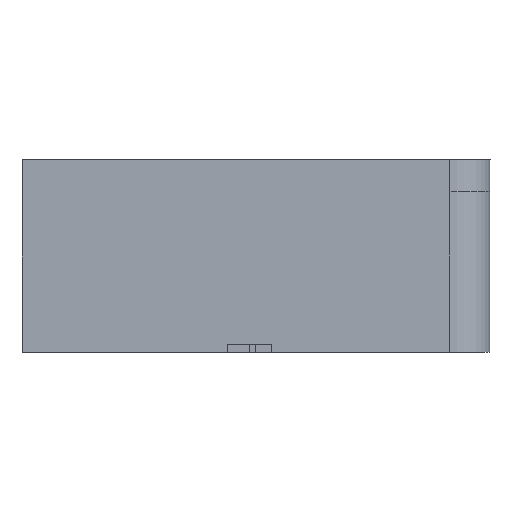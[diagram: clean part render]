
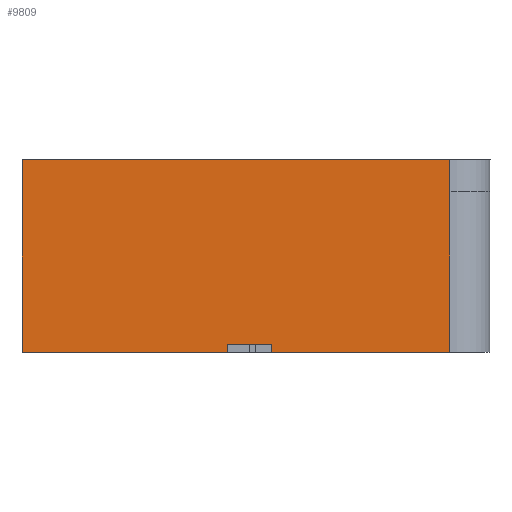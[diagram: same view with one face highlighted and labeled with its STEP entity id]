
A CAD part, left-side view. The second image highlights one B-rep face of the part: STEP entity #9809.
In plain terms, the highlighted planar face has unit normal (-1, 0, 0).
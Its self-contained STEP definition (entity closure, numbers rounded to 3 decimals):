
#195 = LINE ( 'NONE', #4120, #1301 ) ;
#240 = CARTESIAN_POINT ( 'NONE',  ( 97.7, -35., -38.096 ) ) ;
#299 = VECTOR ( 'NONE', #2841, 1000. ) ;
#422 = CARTESIAN_POINT ( 'NONE',  ( 97.7, -33., -18.096 ) ) ;
#475 = CARTESIAN_POINT ( 'NONE',  ( 97.7, 20.4, -14.096 ) ) ;
#640 = EDGE_CURVE ( 'NONE', #2796, #9302, #7304, .T. ) ;
#772 = ORIENTED_EDGE ( 'NONE', *, *, #7820, .F. ) ;
#1301 = VECTOR ( 'NONE', #8049, 1000. ) ;
#1307 = DIRECTION ( 'NONE',  ( 0., 1., 0. ) ) ;
#1567 = DIRECTION ( 'NONE',  ( -1., 0., 0. ) ) ;
#1618 = CARTESIAN_POINT ( 'NONE',  ( 97.7, -5.3, -38.096 ) ) ;
#1983 = CARTESIAN_POINT ( 'NONE',  ( 97.7, -10.7, -37.096 ) ) ;
#1994 = CARTESIAN_POINT ( 'NONE',  ( 97.7, -5.3, -37.096 ) ) ;
#2127 = ORIENTED_EDGE ( 'NONE', *, *, #10259, .T. ) ;
#2239 = DIRECTION ( 'NONE',  ( 0., 1., 0. ) ) ;
#2314 = EDGE_CURVE ( 'NONE', #6999, #5319, #7290, .T. ) ;
#2362 = VECTOR ( 'NONE', #8059, 1000. ) ;
#2404 = DIRECTION ( 'NONE',  ( 0., -1., 0. ) ) ;
#2631 = ORIENTED_EDGE ( 'NONE', *, *, #4509, .T. ) ;
#2796 = VERTEX_POINT ( 'NONE', #3943 ) ;
#2841 = DIRECTION ( 'NONE',  ( 0., 1., 0. ) ) ;
#2964 = EDGE_CURVE ( 'NONE', #5940, #8591, #6201, .T. ) ;
#3054 = ORIENTED_EDGE ( 'NONE', *, *, #2314, .T. ) ;
#3224 = CARTESIAN_POINT ( 'NONE',  ( 97.7, -33., 65.705 ) ) ;
#3231 = CARTESIAN_POINT ( 'NONE',  ( 97.7, 20.4, 65.705 ) ) ;
#3495 = CARTESIAN_POINT ( 'NONE',  ( 97.7, -35., 65.705 ) ) ;
#3568 = ORIENTED_EDGE ( 'NONE', *, *, #8911, .T. ) ;
#3702 = EDGE_CURVE ( 'NONE', #6999, #7962, #8159, .T. ) ;
#3943 = CARTESIAN_POINT ( 'NONE',  ( 97.7, 20.4, -14.096 ) ) ;
#4011 = VERTEX_POINT ( 'NONE', #11778 ) ;
#4120 = CARTESIAN_POINT ( 'NONE',  ( 97.7, 20.4, -14.096 ) ) ;
#4423 = VECTOR ( 'NONE', #10134, 1000. ) ;
#4500 = LINE ( 'NONE', #11528, #9543 ) ;
#4509 = EDGE_CURVE ( 'NONE', #2796, #4011, #195, .T. ) ;
#4591 = CARTESIAN_POINT ( 'NONE',  ( 97.7, -5.3, -37.096 ) ) ;
#4818 = AXIS2_PLACEMENT_3D ( 'NONE', #3495, #1567, #7631 ) ;
#4830 = VERTEX_POINT ( 'NONE', #1983 ) ;
#5119 = ORIENTED_EDGE ( 'NONE', *, *, #3702, .F. ) ;
#5122 = CARTESIAN_POINT ( 'NONE',  ( 97.7, 20.4, -38.096 ) ) ;
#5312 = LINE ( 'NONE', #6150, #8097 ) ;
#5319 = VERTEX_POINT ( 'NONE', #422 ) ;
#5534 = DIRECTION ( 'NONE',  ( 0., 0., -1. ) ) ;
#5682 = LINE ( 'NONE', #1994, #299 ) ;
#5940 = VERTEX_POINT ( 'NONE', #1618 ) ;
#6150 = CARTESIAN_POINT ( 'NONE',  ( 97.7, -10.7, -37.096 ) ) ;
#6201 = LINE ( 'NONE', #10132, #11748 ) ;
#6364 = ORIENTED_EDGE ( 'NONE', *, *, #9154, .F. ) ;
#6519 = VECTOR ( 'NONE', #2404, 1000. ) ;
#6631 = ORIENTED_EDGE ( 'NONE', *, *, #2964, .F. ) ;
#6999 = VERTEX_POINT ( 'NONE', #8355 ) ;
#7290 = LINE ( 'NONE', #3224, #9082 ) ;
#7304 = LINE ( 'NONE', #475, #6519 ) ;
#7497 = PLANE ( 'NONE',  #4818 ) ;
#7631 = DIRECTION ( 'NONE',  ( 0., 0., 1. ) ) ;
#7820 = EDGE_CURVE ( 'NONE', #11536, #5940, #4500, .T. ) ;
#7962 = VERTEX_POINT ( 'NONE', #9715 ) ;
#8049 = DIRECTION ( 'NONE',  ( 0., 0., -1. ) ) ;
#8059 = DIRECTION ( 'NONE',  ( 0., 0., -1. ) ) ;
#8097 = VECTOR ( 'NONE', #10087, 1000. ) ;
#8159 = LINE ( 'NONE', #240, #12334 ) ;
#8355 = CARTESIAN_POINT ( 'NONE',  ( 97.7, -33., -38.096 ) ) ;
#8591 = VERTEX_POINT ( 'NONE', #5122 ) ;
#8592 = FACE_OUTER_BOUND ( 'NONE', #11786, .T. ) ;
#8622 = EDGE_CURVE ( 'NONE', #4830, #7962, #5312, .T. ) ;
#8911 = EDGE_CURVE ( 'NONE', #4011, #8591, #9034, .T. ) ;
#8961 = CARTESIAN_POINT ( 'NONE',  ( 97.7, -33., -14.096 ) ) ;
#9034 = LINE ( 'NONE', #3231, #2362 ) ;
#9082 = VECTOR ( 'NONE', #9164, 1000. ) ;
#9154 = EDGE_CURVE ( 'NONE', #4830, #11536, #5682, .T. ) ;
#9164 = DIRECTION ( 'NONE',  ( 0., 0., 1. ) ) ;
#9228 = CARTESIAN_POINT ( 'NONE',  ( 97.7, -33., 65.705 ) ) ;
#9302 = VERTEX_POINT ( 'NONE', #8961 ) ;
#9489 = ORIENTED_EDGE ( 'NONE', *, *, #8622, .T. ) ;
#9543 = VECTOR ( 'NONE', #5534, 1000. ) ;
#9715 = CARTESIAN_POINT ( 'NONE',  ( 97.7, -10.7, -38.096 ) ) ;
#9809 = ADVANCED_FACE ( 'NONE', ( #8592 ), #7497, .T. ) ;
#10087 = DIRECTION ( 'NONE',  ( 0., 0., -1. ) ) ;
#10132 = CARTESIAN_POINT ( 'NONE',  ( 97.7, -35., -38.096 ) ) ;
#10134 = DIRECTION ( 'NONE',  ( 0., 0., 1. ) ) ;
#10259 = EDGE_CURVE ( 'NONE', #5319, #9302, #11229, .T. ) ;
#11229 = LINE ( 'NONE', #9228, #4423 ) ;
#11528 = CARTESIAN_POINT ( 'NONE',  ( 97.7, -5.3, -37.096 ) ) ;
#11536 = VERTEX_POINT ( 'NONE', #4591 ) ;
#11709 = ORIENTED_EDGE ( 'NONE', *, *, #640, .F. ) ;
#11748 = VECTOR ( 'NONE', #1307, 1000. ) ;
#11778 = CARTESIAN_POINT ( 'NONE',  ( 97.7, 20.4, -18.096 ) ) ;
#11786 = EDGE_LOOP ( 'NONE', ( #3054, #2127, #11709, #2631, #3568, #6631, #772, #6364, #9489, #5119 ) ) ;
#12334 = VECTOR ( 'NONE', #2239, 1000. ) ;
